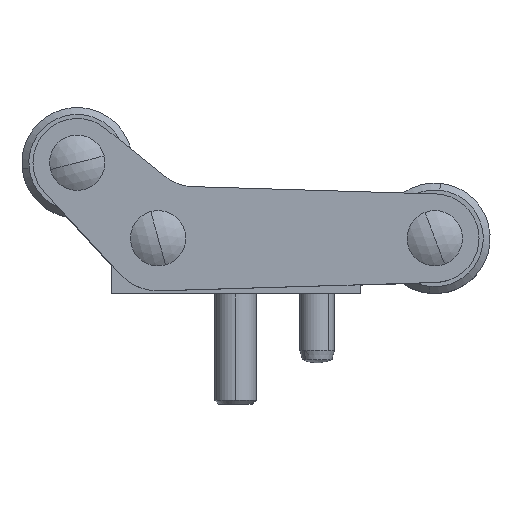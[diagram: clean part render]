
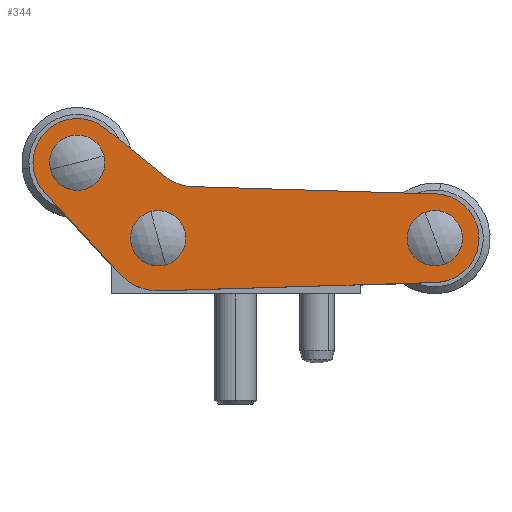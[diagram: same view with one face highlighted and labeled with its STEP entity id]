
A CAD part, top view. The second image highlights one B-rep face of the part: STEP entity #344.
In plain terms, the highlighted face is planar.
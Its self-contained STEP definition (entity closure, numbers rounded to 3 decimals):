
#19 = CIRCLE ( 'NONE', #75, 1.9 ) ;
#41 = LINE ( 'NONE', #287, #258 ) ;
#42 = VECTOR ( 'NONE', #2143, 1000. ) ;
#46 = LINE ( 'NONE', #4507, #1174 ) ;
#75 = AXIS2_PLACEMENT_3D ( 'NONE', #205, #1195, #1603 ) ;
#205 = CARTESIAN_POINT ( 'NONE',  ( 8.148, 4.658, -2.6 ) ) ;
#216 = EDGE_CURVE ( 'NONE', #1674, #857, #1283, .T. ) ;
#258 = VECTOR ( 'NONE', #5196, 1000. ) ;
#287 = CARTESIAN_POINT ( 'NONE',  ( 5.093, -3.376, -2.6 ) ) ;
#290 = FACE_BOUND ( 'NONE', #3051, .T. ) ;
#344 = ADVANCED_FACE ( 'NONE', ( #557, #290, #2812, #4864 ), #2665, .F. ) ;
#410 = CIRCLE ( 'NONE', #1369, 1.9 ) ;
#419 = CARTESIAN_POINT ( 'NONE',  ( -19.601, -0.8, -2.6 ) ) ;
#449 = AXIS2_PLACEMENT_3D ( 'NONE', #1209, #4798, #4837 ) ;
#452 = VERTEX_POINT ( 'NONE', #1438 ) ;
#470 = CARTESIAN_POINT ( 'NONE',  ( 2.185, -4.598, -2.6 ) ) ;
#495 = AXIS2_PLACEMENT_3D ( 'NONE', #3520, #4037, #5830 ) ;
#515 = DIRECTION ( 'NONE',  ( 1., 0., 0. ) ) ;
#531 = ORIENTED_EDGE ( 'NONE', *, *, #5328, .F. ) ;
#548 = DIRECTION ( 'NONE',  ( 0., 0., 1. ) ) ;
#557 = FACE_BOUND ( 'NONE', #1432, .T. ) ;
#595 = CIRCLE ( 'NONE', #3527, 1.9 ) ;
#600 = AXIS2_PLACEMENT_3D ( 'NONE', #3578, #890, #5855 ) ;
#650 = ORIENTED_EDGE ( 'NONE', *, *, #2023, .F. ) ;
#670 = ORIENTED_EDGE ( 'NONE', *, *, #4411, .F. ) ;
#750 = CARTESIAN_POINT ( 'NONE',  ( 6.248, 4.658, -2.6 ) ) ;
#834 = CARTESIAN_POINT ( 'NONE',  ( -0.154, 2.932, -2.6 ) ) ;
#857 = VERTEX_POINT ( 'NONE', #1545 ) ;
#890 = DIRECTION ( 'NONE',  ( 0., 0., 1. ) ) ;
#948 = CIRCLE ( 'NONE', #2915, 1.9 ) ;
#1149 = DIRECTION ( 'NONE',  ( 1., 0., 0. ) ) ;
#1174 = VECTOR ( 'NONE', #3598, 1000. ) ;
#1195 = DIRECTION ( 'NONE',  ( 0., 0., -1. ) ) ;
#1209 = CARTESIAN_POINT ( 'NONE',  ( 8.148, 4.658, -2.6 ) ) ;
#1226 = DIRECTION ( 'NONE',  ( -1., 0., 0. ) ) ;
#1283 = CIRCLE ( 'NONE', #2821, 3.8 ) ;
#1369 = AXIS2_PLACEMENT_3D ( 'NONE', #2550, #5286, #4831 ) ;
#1371 = ORIENTED_EDGE ( 'NONE', *, *, #5603, .F. ) ;
#1375 = AXIS2_PLACEMENT_3D ( 'NONE', #5279, #4825, #1149 ) ;
#1386 = CARTESIAN_POINT ( 'NONE',  ( -17.701, -0.8, -2.6 ) ) ;
#1432 = EDGE_LOOP ( 'NONE', ( #4679, #650 ) ) ;
#1438 = CARTESIAN_POINT ( 'NONE',  ( 11.348, 4.658, -2.6 ) ) ;
#1507 = ORIENTED_EDGE ( 'NONE', *, *, #5592, .F. ) ;
#1545 = CARTESIAN_POINT ( 'NONE',  ( 5.093, -3.376, -2.6 ) ) ;
#1603 = DIRECTION ( 'NONE',  ( -1., 0., 0. ) ) ;
#1671 = DIRECTION ( 'NONE',  ( 0., 0., 1. ) ) ;
#1674 = VERTEX_POINT ( 'NONE', #470 ) ;
#1752 = CARTESIAN_POINT ( 'NONE',  ( 4.199, -0.8, -2.6 ) ) ;
#1822 = CIRCLE ( 'NONE', #3432, 3.2 ) ;
#1920 = EDGE_LOOP ( 'NONE', ( #4663, #3456, #531, #3784, #1507, #5397, #3919, #2359, #2466 ) ) ;
#1972 = EDGE_CURVE ( 'NONE', #5267, #5452, #595, .T. ) ;
#2008 = CARTESIAN_POINT ( 'NONE',  ( 1.75, 3.633, -2.6 ) ) ;
#2022 = CARTESIAN_POINT ( 'NONE',  ( 0.399, -0.8, -2.6 ) ) ;
#2023 = EDGE_CURVE ( 'NONE', #5248, #4943, #2200, .T. ) ;
#2060 = CARTESIAN_POINT ( 'NONE',  ( -0.154, 2.932, -2.6 ) ) ;
#2062 = VERTEX_POINT ( 'NONE', #1752 ) ;
#2143 = DIRECTION ( 'NONE',  ( -1., -0.03, 0. ) ) ;
#2156 = DIRECTION ( 'NONE',  ( -1., 0., 0. ) ) ;
#2159 = EDGE_CURVE ( 'NONE', #2507, #5104, #1822, .T. ) ;
#2166 = EDGE_LOOP ( 'NONE', ( #670, #5098 ) ) ;
#2200 = CIRCLE ( 'NONE', #449, 1.9 ) ;
#2359 = ORIENTED_EDGE ( 'NONE', *, *, #2159, .F. ) ;
#2446 = EDGE_CURVE ( 'NONE', #2563, #4836, #5213, .T. ) ;
#2466 = ORIENTED_EDGE ( 'NONE', *, *, #3124, .F. ) ;
#2479 = DIRECTION ( 'NONE',  ( -0.78, -0.625, 0. ) ) ;
#2507 = VERTEX_POINT ( 'NONE', #3864 ) ;
#2550 = CARTESIAN_POINT ( 'NONE',  ( 2.299, -0.8, -2.6 ) ) ;
#2563 = VERTEX_POINT ( 'NONE', #4077 ) ;
#2612 = DIRECTION ( 'NONE',  ( 0., 0., -1. ) ) ;
#2640 = VERTEX_POINT ( 'NONE', #3736 ) ;
#2665 = PLANE ( 'NONE',  #600 ) ;
#2812 = FACE_BOUND ( 'NONE', #2166, .T. ) ;
#2821 = AXIS2_PLACEMENT_3D ( 'NONE', #3444, #1671, #5345 ) ;
#2915 = AXIS2_PLACEMENT_3D ( 'NONE', #3876, #4312, #5663 ) ;
#2939 = AXIS2_PLACEMENT_3D ( 'NONE', #4920, #4457, #2156 ) ;
#3027 = CARTESIAN_POINT ( 'NONE',  ( -15.801, -0.8, -2.6 ) ) ;
#3051 = EDGE_LOOP ( 'NONE', ( #4519, #1371 ) ) ;
#3064 = CIRCLE ( 'NONE', #1375, 3.2 ) ;
#3124 = EDGE_CURVE ( 'NONE', #5125, #2507, #4053, .T. ) ;
#3251 = CARTESIAN_POINT ( 'NONE',  ( -17.797, -3.998, -2.6 ) ) ;
#3347 = EDGE_CURVE ( 'NONE', #4836, #5125, #3064, .T. ) ;
#3432 = AXIS2_PLACEMENT_3D ( 'NONE', #1386, #548, #515 ) ;
#3441 = AXIS2_PLACEMENT_3D ( 'NONE', #3517, #3997, #4467 ) ;
#3444 = CARTESIAN_POINT ( 'NONE',  ( 2.299, -0.8, -2.6 ) ) ;
#3454 = EDGE_CURVE ( 'NONE', #2640, #452, #3475, .T. ) ;
#3456 = ORIENTED_EDGE ( 'NONE', *, *, #2446, .F. ) ;
#3475 = CIRCLE ( 'NONE', #3441, 3.2 ) ;
#3517 = CARTESIAN_POINT ( 'NONE',  ( 8.148, 4.658, -2.6 ) ) ;
#3520 = CARTESIAN_POINT ( 'NONE',  ( 8.148, 4.658, -2.6 ) ) ;
#3527 = AXIS2_PLACEMENT_3D ( 'NONE', #4813, #2612, #1226 ) ;
#3578 = CARTESIAN_POINT ( 'NONE',  ( -17.701, -0.8, -2.6 ) ) ;
#3598 = DIRECTION ( 'NONE',  ( 1., -0.03, 0. ) ) ;
#3736 = CARTESIAN_POINT ( 'NONE',  ( 10.501, 2.489, -2.6 ) ) ;
#3784 = ORIENTED_EDGE ( 'NONE', *, *, #3454, .F. ) ;
#3864 = CARTESIAN_POINT ( 'NONE',  ( -17.797, 2.399, -2.6 ) ) ;
#3876 = CARTESIAN_POINT ( 'NONE',  ( 2.299, -0.8, -2.6 ) ) ;
#3919 = ORIENTED_EDGE ( 'NONE', *, *, #5371, .F. ) ;
#3997 = DIRECTION ( 'NONE',  ( 0., 0., 1. ) ) ;
#4021 = EDGE_CURVE ( 'NONE', #4943, #5248, #19, .T. ) ;
#4037 = DIRECTION ( 'NONE',  ( 0., 0., 1. ) ) ;
#4053 = LINE ( 'NONE', #834, #42 ) ;
#4077 = CARTESIAN_POINT ( 'NONE',  ( 6.147, 7.156, -2.6 ) ) ;
#4312 = DIRECTION ( 'NONE',  ( 0., 0., -1. ) ) ;
#4411 = EDGE_CURVE ( 'NONE', #5452, #5267, #4570, .T. ) ;
#4457 = DIRECTION ( 'NONE',  ( 0., 0., -1. ) ) ;
#4467 = DIRECTION ( 'NONE',  ( 1., 0., 0. ) ) ;
#4507 = CARTESIAN_POINT ( 'NONE',  ( -17.797, -3.998, -2.6 ) ) ;
#4519 = ORIENTED_EDGE ( 'NONE', *, *, #5021, .F. ) ;
#4570 = CIRCLE ( 'NONE', #2939, 1.9 ) ;
#4617 = VECTOR ( 'NONE', #2479, 1000. ) ;
#4663 = ORIENTED_EDGE ( 'NONE', *, *, #3347, .F. ) ;
#4679 = ORIENTED_EDGE ( 'NONE', *, *, #4021, .F. ) ;
#4798 = DIRECTION ( 'NONE',  ( 0., 0., -1. ) ) ;
#4813 = CARTESIAN_POINT ( 'NONE',  ( -17.701, -0.8, -2.6 ) ) ;
#4815 = VERTEX_POINT ( 'NONE', #2022 ) ;
#4825 = DIRECTION ( 'NONE',  ( 0., 0., -1. ) ) ;
#4831 = DIRECTION ( 'NONE',  ( -1., 0., 0. ) ) ;
#4836 = VERTEX_POINT ( 'NONE', #2008 ) ;
#4837 = DIRECTION ( 'NONE',  ( -1., 0., 0. ) ) ;
#4856 = CARTESIAN_POINT ( 'NONE',  ( 10.048, 4.658, -2.6 ) ) ;
#4864 = FACE_OUTER_BOUND ( 'NONE', #1920, .T. ) ;
#4920 = CARTESIAN_POINT ( 'NONE',  ( -17.701, -0.8, -2.6 ) ) ;
#4943 = VERTEX_POINT ( 'NONE', #750 ) ;
#5021 = EDGE_CURVE ( 'NONE', #4815, #2062, #410, .T. ) ;
#5098 = ORIENTED_EDGE ( 'NONE', *, *, #1972, .F. ) ;
#5104 = VERTEX_POINT ( 'NONE', #3251 ) ;
#5125 = VERTEX_POINT ( 'NONE', #2060 ) ;
#5196 = DIRECTION ( 'NONE',  ( 0.678, 0.735, 0. ) ) ;
#5213 = LINE ( 'NONE', #5644, #4617 ) ;
#5248 = VERTEX_POINT ( 'NONE', #4856 ) ;
#5267 = VERTEX_POINT ( 'NONE', #3027 ) ;
#5274 = CIRCLE ( 'NONE', #495, 3.2 ) ;
#5279 = CARTESIAN_POINT ( 'NONE',  ( -0.251, 6.13, -2.6 ) ) ;
#5286 = DIRECTION ( 'NONE',  ( 0., 0., -1. ) ) ;
#5328 = EDGE_CURVE ( 'NONE', #452, #2563, #5274, .T. ) ;
#5345 = DIRECTION ( 'NONE',  ( 1., 0., 0. ) ) ;
#5371 = EDGE_CURVE ( 'NONE', #5104, #1674, #46, .T. ) ;
#5397 = ORIENTED_EDGE ( 'NONE', *, *, #216, .F. ) ;
#5452 = VERTEX_POINT ( 'NONE', #419 ) ;
#5592 = EDGE_CURVE ( 'NONE', #857, #2640, #41, .T. ) ;
#5603 = EDGE_CURVE ( 'NONE', #2062, #4815, #948, .T. ) ;
#5644 = CARTESIAN_POINT ( 'NONE',  ( 6.147, 7.156, -2.6 ) ) ;
#5663 = DIRECTION ( 'NONE',  ( -1., 0., 0. ) ) ;
#5830 = DIRECTION ( 'NONE',  ( 1., 0., 0. ) ) ;
#5855 = DIRECTION ( 'NONE',  ( 1., 0., 0. ) ) ;
